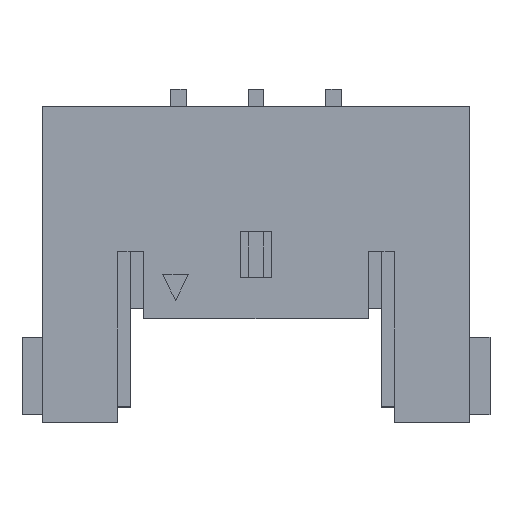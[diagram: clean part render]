
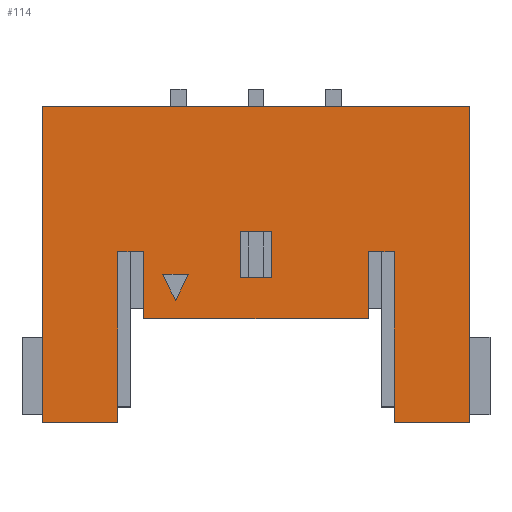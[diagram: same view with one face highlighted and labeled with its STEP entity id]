
A CAD part, top view. The second image highlights one B-rep face of the part: STEP entity #114.
In plain terms, the highlighted planar face has unit normal (0, 0, 1).
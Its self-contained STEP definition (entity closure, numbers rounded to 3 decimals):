
#81=FACE_BOUND('',#534,.T.);
#82=FACE_BOUND('',#535,.T.);
#83=FACE_BOUND('',#536,.T.);
#114=ADVANCED_FACE('',(#81,#82,#83),#260,.T.);
#260=PLANE('',#2950);
#534=EDGE_LOOP('',(#871,#872,#873));
#535=EDGE_LOOP('',(#874,#875,#876,#877));
#536=EDGE_LOOP('',(#878,#879,#880,#881,#882,#883,#884,#885,#886,#887,#888,
#889));
#871=ORIENTED_EDGE('',*,*,#1932,.F.);
#872=ORIENTED_EDGE('',*,*,#1933,.F.);
#873=ORIENTED_EDGE('',*,*,#1934,.F.);
#874=ORIENTED_EDGE('',*,*,#1898,.F.);
#875=ORIENTED_EDGE('',*,*,#1902,.F.);
#876=ORIENTED_EDGE('',*,*,#1907,.F.);
#877=ORIENTED_EDGE('',*,*,#1904,.F.);
#878=ORIENTED_EDGE('',*,*,#1935,.F.);
#879=ORIENTED_EDGE('',*,*,#1891,.F.);
#880=ORIENTED_EDGE('',*,*,#1888,.F.);
#881=ORIENTED_EDGE('',*,*,#1936,.F.);
#882=ORIENTED_EDGE('',*,*,#1884,.F.);
#883=ORIENTED_EDGE('',*,*,#1881,.F.);
#884=ORIENTED_EDGE('',*,*,#1937,.F.);
#885=ORIENTED_EDGE('',*,*,#1916,.F.);
#886=ORIENTED_EDGE('',*,*,#1931,.F.);
#887=ORIENTED_EDGE('',*,*,#1851,.T.);
#888=ORIENTED_EDGE('',*,*,#1922,.T.);
#889=ORIENTED_EDGE('',*,*,#1913,.F.);
#1575=VERTEX_POINT('',#4039);
#1576=VERTEX_POINT('',#4041);
#1601=VERTEX_POINT('',#4100);
#1602=VERTEX_POINT('',#4102);
#1604=VERTEX_POINT('',#4108);
#1607=VERTEX_POINT('',#4115);
#1608=VERTEX_POINT('',#4117);
#1610=VERTEX_POINT('',#4123);
#1615=VERTEX_POINT('',#4136);
#1616=VERTEX_POINT('',#4138);
#1618=VERTEX_POINT('',#4144);
#1620=VERTEX_POINT('',#4150);
#1621=VERTEX_POINT('',#4157);
#1624=VERTEX_POINT('',#4164);
#1625=VERTEX_POINT('',#4169);
#1626=VERTEX_POINT('',#4171);
#1634=VERTEX_POINT('',#4199);
#1635=VERTEX_POINT('',#4200);
#1636=VERTEX_POINT('',#4202);
#1851=EDGE_CURVE('',#1576,#1575,#2262,.T.);
#1881=EDGE_CURVE('',#1601,#1602,#2292,.T.);
#1884=EDGE_CURVE('',#1602,#1604,#2295,.T.);
#1888=EDGE_CURVE('',#1607,#1608,#2299,.T.);
#1891=EDGE_CURVE('',#1608,#1610,#2302,.T.);
#1898=EDGE_CURVE('',#1615,#1616,#2309,.T.);
#1902=EDGE_CURVE('',#1618,#1615,#2313,.T.);
#1904=EDGE_CURVE('',#1616,#1620,#2315,.T.);
#1907=EDGE_CURVE('',#1620,#1618,#2318,.T.);
#1913=EDGE_CURVE('',#1624,#1621,#2324,.T.);
#1916=EDGE_CURVE('',#1625,#1626,#2327,.T.);
#1922=EDGE_CURVE('',#1575,#1621,#2333,.T.);
#1931=EDGE_CURVE('',#1576,#1625,#2342,.T.);
#1932=EDGE_CURVE('',#1634,#1635,#2343,.T.);
#1933=EDGE_CURVE('',#1636,#1634,#2344,.T.);
#1934=EDGE_CURVE('',#1635,#1636,#2345,.T.);
#1935=EDGE_CURVE('',#1610,#1624,#2346,.T.);
#1936=EDGE_CURVE('',#1604,#1607,#2347,.T.);
#1937=EDGE_CURVE('',#1626,#1601,#2348,.T.);
#2262=LINE('',#4040,#2643);
#2292=LINE('',#4101,#2673);
#2295=LINE('',#4107,#2676);
#2299=LINE('',#4116,#2680);
#2302=LINE('',#4122,#2683);
#2309=LINE('',#4137,#2690);
#2313=LINE('',#4145,#2694);
#2315=LINE('',#4149,#2696);
#2318=LINE('',#4154,#2699);
#2324=LINE('',#4165,#2705);
#2327=LINE('',#4170,#2708);
#2333=LINE('',#4181,#2714);
#2342=LINE('',#4196,#2723);
#2343=LINE('',#4198,#2724);
#2344=LINE('',#4201,#2725);
#2345=LINE('',#4203,#2726);
#2346=LINE('',#4204,#2727);
#2347=LINE('',#4205,#2728);
#2348=LINE('',#4206,#2729);
#2643=VECTOR('',#3217,1.);
#2673=VECTOR('',#3257,1.);
#2676=VECTOR('',#3262,1.);
#2680=VECTOR('',#3268,1.);
#2683=VECTOR('',#3273,1.);
#2690=VECTOR('',#3284,1.);
#2694=VECTOR('',#3290,1.);
#2696=VECTOR('',#3294,1.);
#2699=VECTOR('',#3299,1.);
#2705=VECTOR('',#3307,1.);
#2708=VECTOR('',#3312,1.);
#2714=VECTOR('',#3320,1.);
#2723=VECTOR('',#3333,1.);
#2724=VECTOR('',#3336,1.);
#2725=VECTOR('',#3337,1.);
#2726=VECTOR('',#3338,1.);
#2727=VECTOR('',#3339,1.);
#2728=VECTOR('',#3340,1.);
#2729=VECTOR('',#3341,1.);
#2950=AXIS2_PLACEMENT_3D('',#4207,#3342,#3343);
#3217=DIRECTION('',(-1.,0.,0.));
#3257=DIRECTION('',(-1.,0.,0.));
#3262=DIRECTION('',(0.,-1.,0.));
#3268=DIRECTION('',(0.,1.,0.));
#3273=DIRECTION('',(-1.,0.,0.));
#3284=DIRECTION('',(1.,0.,0.));
#3290=DIRECTION('',(0.,-1.,0.));
#3294=DIRECTION('',(0.,1.,0.));
#3299=DIRECTION('',(-1.,0.,0.));
#3307=DIRECTION('',(-1.,0.,0.));
#3312=DIRECTION('',(-1.,0.,0.));
#3320=DIRECTION('',(0.,-1.,0.));
#3333=DIRECTION('',(0.,-1.,0.));
#3336=DIRECTION('',(0.447,-0.894,0.));
#3337=DIRECTION('',(-1.,0.,0.));
#3338=DIRECTION('',(0.447,0.894,0.));
#3339=DIRECTION('',(0.,-1.,0.));
#3340=DIRECTION('',(-1.,0.,0.));
#3341=DIRECTION('',(0.,1.,0.));
#3342=DIRECTION('',(0.,0.,1.));
#3343=DIRECTION('',(1.,0.,0.));
#4039=CARTESIAN_POINT('',(-5.625,8.15,2.));
#4040=CARTESIAN_POINT('',(2.625,8.15,2.));
#4041=CARTESIAN_POINT('',(2.625,8.15,2.));
#4100=CARTESIAN_POINT('',(1.175,5.35,2.));
#4101=CARTESIAN_POINT('',(1.175,5.35,2.));
#4102=CARTESIAN_POINT('',(0.675,5.35,2.));
#4107=CARTESIAN_POINT('',(0.675,5.35,2.));
#4108=CARTESIAN_POINT('',(0.675,4.05,2.));
#4115=CARTESIAN_POINT('',(-3.675,4.05,2.));
#4116=CARTESIAN_POINT('',(-3.675,4.05,2.));
#4117=CARTESIAN_POINT('',(-3.675,5.35,2.));
#4122=CARTESIAN_POINT('',(-3.675,5.35,2.));
#4123=CARTESIAN_POINT('',(-4.175,5.35,2.));
#4136=CARTESIAN_POINT('',(-1.8,4.85,2.));
#4137=CARTESIAN_POINT('',(-1.8,4.85,2.));
#4138=CARTESIAN_POINT('',(-1.2,4.85,2.));
#4144=CARTESIAN_POINT('',(-1.8,5.75,2.));
#4145=CARTESIAN_POINT('',(-1.8,5.75,2.));
#4149=CARTESIAN_POINT('',(-1.2,4.85,2.));
#4150=CARTESIAN_POINT('',(-1.2,5.75,2.));
#4154=CARTESIAN_POINT('',(-1.2,5.75,2.));
#4157=CARTESIAN_POINT('',(-5.625,2.05,2.));
#4164=CARTESIAN_POINT('',(-4.175,2.05,2.));
#4165=CARTESIAN_POINT('',(2.625,2.05,2.));
#4169=CARTESIAN_POINT('',(2.625,2.05,2.));
#4170=CARTESIAN_POINT('',(2.625,2.05,2.));
#4171=CARTESIAN_POINT('',(1.175,2.05,2.));
#4181=CARTESIAN_POINT('',(-5.625,8.15,2.));
#4196=CARTESIAN_POINT('',(2.625,8.15,2.));
#4198=CARTESIAN_POINT('',(-3.305,4.91,2.));
#4199=CARTESIAN_POINT('',(-3.305,4.91,2.));
#4200=CARTESIAN_POINT('',(-3.055,4.41,2.));
#4201=CARTESIAN_POINT('',(-2.805,4.91,2.));
#4202=CARTESIAN_POINT('',(-2.805,4.91,2.));
#4203=CARTESIAN_POINT('',(-3.055,4.41,2.));
#4204=CARTESIAN_POINT('',(-4.175,5.35,2.));
#4205=CARTESIAN_POINT('',(0.675,4.05,2.));
#4206=CARTESIAN_POINT('',(1.175,2.05,2.));
#4207=CARTESIAN_POINT('',(2.625,8.15,2.));
